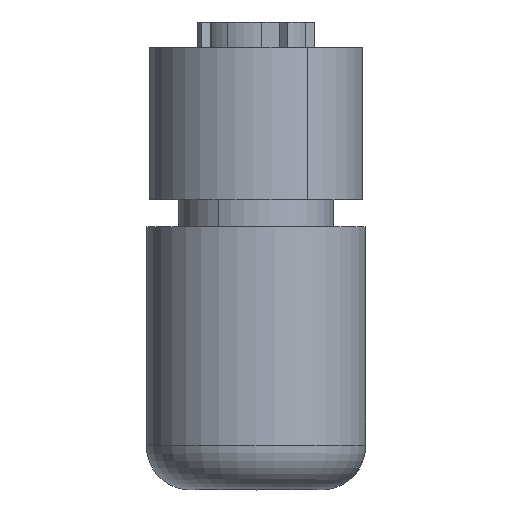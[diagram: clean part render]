
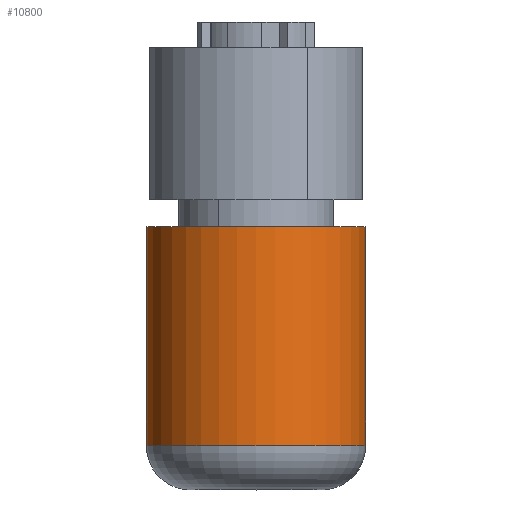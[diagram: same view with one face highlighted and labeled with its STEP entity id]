
A CAD part, top view. The second image highlights one B-rep face of the part: STEP entity #10800.
In plain terms, the highlighted cylindrical face has radius 7.5 mm (diameter 15 mm), a partial arc.
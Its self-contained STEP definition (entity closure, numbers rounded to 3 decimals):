
#10349=AXIS2_PLACEMENT_3D('Circle Axis2P3D',#10347,#10348,$) ;
#10751=AXIS2_PLACEMENT_3D('Cylinder Axis2P3D',#10748,#10749,#10750) ;
#10791=AXIS2_PLACEMENT_3D('Circle Axis2P3D',#10789,#10790,$) ;
#10347=CARTESIAN_POINT('Axis2P3D Location',(7.5,18.,150.008)) ;
#10351=CARTESIAN_POINT('Vertex',(15.,18.,150.008)) ;
#10353=CARTESIAN_POINT('Vertex',(0.,18.,150.008)) ;
#10748=CARTESIAN_POINT('Axis2P3D Location',(7.5,7.5,150.008)) ;
#10753=CARTESIAN_POINT('Line Origine',(0.,7.5,150.008)) ;
#10757=CARTESIAN_POINT('Vertex',(0.,3.,150.008)) ;
#10760=CARTESIAN_POINT('Line Origine',(15.,7.5,150.008)) ;
#10764=CARTESIAN_POINT('Vertex',(15.,3.,150.008)) ;
#10789=CARTESIAN_POINT('Axis2P3D Location',(7.5,3.,150.008)) ;
#10348=DIRECTION('Axis2P3D Direction',(0.,-1.,0.)) ;
#10749=DIRECTION('Axis2P3D Direction',(0.,-1.,0.)) ;
#10750=DIRECTION('Axis2P3D XDirection',(-1.,0.,0.)) ;
#10754=DIRECTION('Vector Direction',(0.,-1.,0.)) ;
#10761=DIRECTION('Vector Direction',(0.,-1.,0.)) ;
#10790=DIRECTION('Axis2P3D Direction',(0.,-1.,0.)) ;
#10755=VECTOR('Line Direction',#10754,1.) ;
#10762=VECTOR('Line Direction',#10761,1.) ;
#10795=ORIENTED_EDGE('',*,*,#10766,.F.) ;
#10796=ORIENTED_EDGE('',*,*,#10355,.T.) ;
#10797=ORIENTED_EDGE('',*,*,#10759,.T.) ;
#10798=ORIENTED_EDGE('',*,*,#10793,.F.) ;
#10800=ADVANCED_FACE('Hauptk\X2\00F6\X0\rper',(#10799),#10752,.T.) ;
#10350=CIRCLE('generated circle',#10349,7.5) ;
#10792=CIRCLE('generated circle',#10791,7.5) ;
#10752=CYLINDRICAL_SURFACE('generated cylinder',#10751,7.5) ;
#10355=EDGE_CURVE('',#10352,#10354,#10350,.T.) ;
#10759=EDGE_CURVE('',#10354,#10758,#10756,.T.) ;
#10766=EDGE_CURVE('',#10352,#10765,#10763,.T.) ;
#10793=EDGE_CURVE('',#10765,#10758,#10792,.T.) ;
#10794=EDGE_LOOP('',(#10795,#10796,#10797,#10798)) ;
#10799=FACE_OUTER_BOUND('',#10794,.T.) ;
#10756=LINE('Line',#10753,#10755) ;
#10763=LINE('Line',#10760,#10762) ;
#10352=VERTEX_POINT('',#10351) ;
#10354=VERTEX_POINT('',#10353) ;
#10758=VERTEX_POINT('',#10757) ;
#10765=VERTEX_POINT('',#10764) ;
